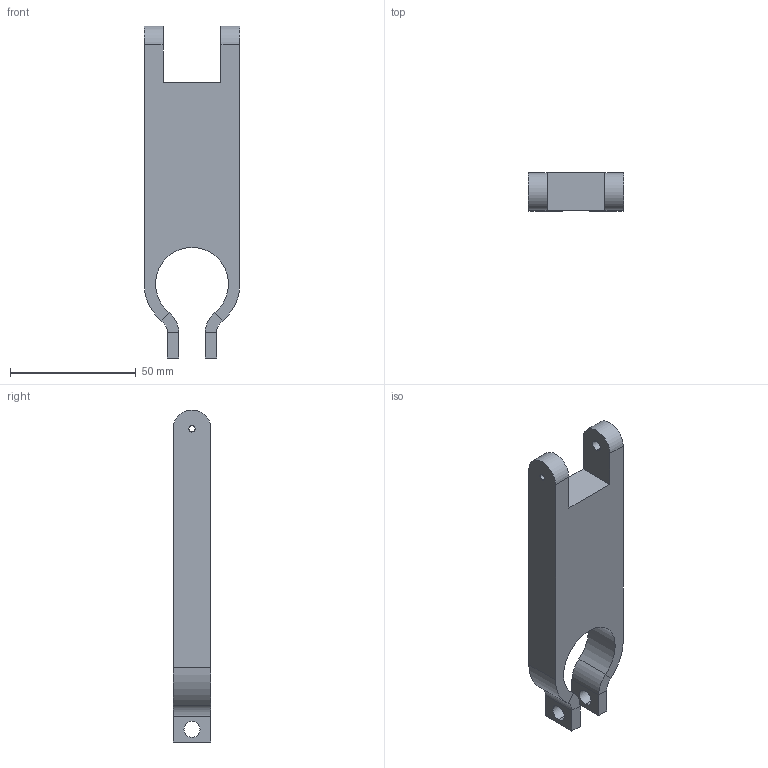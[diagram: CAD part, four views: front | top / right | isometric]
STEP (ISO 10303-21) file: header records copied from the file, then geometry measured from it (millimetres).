
FILE_DESCRIPTION (( 'STEP AP203' ), '1' );
FILE_NAME ('SONICV1.2_USI_02.STEP', '2020-09-29T14:26:57', ( '' ), ( '' ), 'SwSTEP 2.0', 'SolidWorks 2016', '' );
FILE_SCHEMA (( 'CONFIG_CONTROL_DESIGN' ));
Length unit declared in the file: millimetre
Products named in the file (1): SONICV1.2_USI_02
Bounding box: 38 x 15 x 131.89 mm (x, y, z)
Volume: 49246.7 mm3; surface area: 13724.4 mm2
Topology: 1 solids, 1 shells, 38 faces, 92 edges, 56 vertices
Faces by surface type: plane 21, cylinder 17
Entity records: 1195 total; most frequent: DIRECTION 204, CARTESIAN_POINT 187, ORIENTED_EDGE 184, EDGE_CURVE 92, AXIS2_PLACEMENT_3D 73, VECTOR 58, LINE 58, VERTEX_POINT 56
